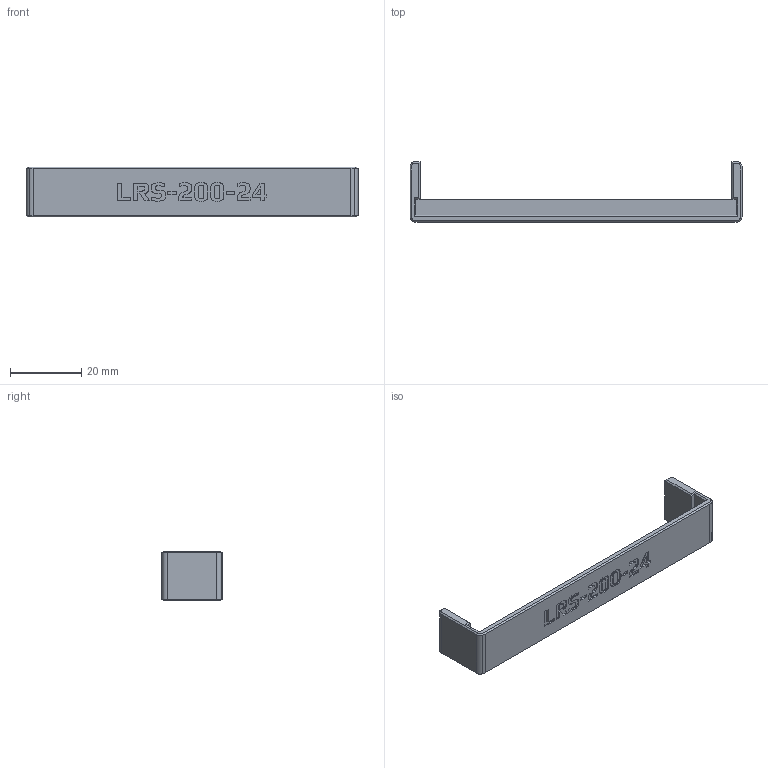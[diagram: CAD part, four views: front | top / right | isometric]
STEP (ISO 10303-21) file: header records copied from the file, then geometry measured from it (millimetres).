
FILE_DESCRIPTION(/* description */ (''),/* implementation_level */ '2;1');
FILE_NAME(/* name */ 'lrs_200_screw_terminal_cover v1.step',/* time_stamp */ '2022-09-21T19:09:56-05:00',/* author */ (''),/* organization */ (''),/* preprocessor_version */ 'ST-DEVELOPER v19',/* originating_system */ 'Autodesk Translation Framework v11.7.0.108',/* authorisation */ '');
FILE_SCHEMA (('AUTOMOTIVE_DESIGN { 1 0 10303 214 3 1 1 }'));
Length unit declared in the file: millimetre
Products named in the file (1): lrs_200_screw_terminal_cover
Bounding box: 93 x 17 x 14 mm (x, y, z)
Volume: 4340.9 mm3; surface area: 4796 mm2
Topology: 1 solids, 1 shells, 263 faces, 707 edges, 460 vertices
Faces by surface type: plane 123, bspline 122, cone 12, cylinder 6
Entity records: 9293 total; most frequent: CARTESIAN_POINT 3505, ORIENTED_EDGE 1414, DIRECTION 771, EDGE_CURVE 707, VERTEX_POINT 460, LINE 439, VECTOR 439, EDGE_LOOP 277
